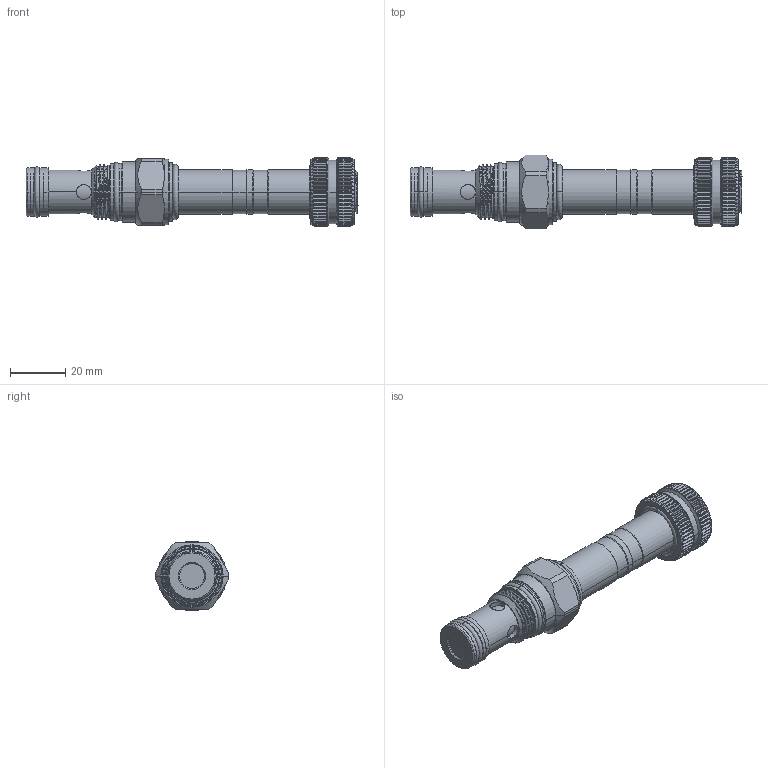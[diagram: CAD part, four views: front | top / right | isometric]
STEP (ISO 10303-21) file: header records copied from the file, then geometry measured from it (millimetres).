
FILE_DESCRIPTION (( 'STEP AP203' ), '1' );
FILE_NAME ('EP13A2C31N05.STEP', '2024-12-06T09:00:37', ( '' ), ( '' ), 'SwSTEP 2.0', 'SolidWorks 2018', '' );
FILE_SCHEMA (( 'CONFIG_CONTROL_DESIGN' ));
Length unit declared in the file: millimetre
Products named in the file (1): EP13A2C31N05
Bounding box: 119.9 x 26.7 x 25 mm (x, y, z)
Volume: 33661.6 mm3; surface area: 10376.7 mm2
Topology: 3 solids, 3 shells, 944 faces, 2475 edges, 1560 vertices
Faces by surface type: cylinder 422, plane 357, cone 143, torus 12, bspline 8, sphere 2
Entity records: 34271 total; most frequent: CARTESIAN_POINT 11895, ORIENTED_EDGE 4940, DIRECTION 4420, EDGE_CURVE 2470, AXIS2_PLACEMENT_3D 1766, VERTEX_POINT 1557, EDGE_LOOP 969, ADVANCED_FACE 944
